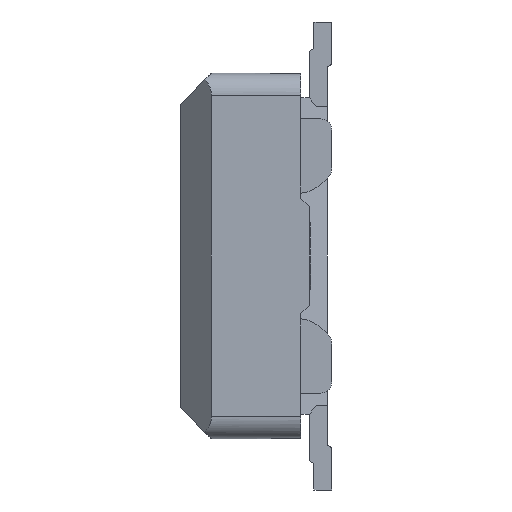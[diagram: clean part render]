
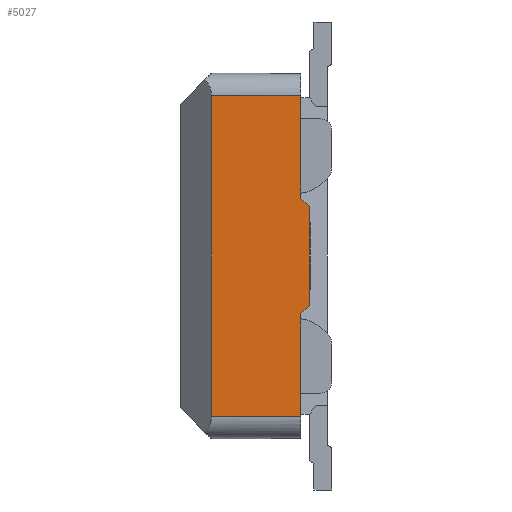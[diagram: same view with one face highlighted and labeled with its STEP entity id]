
A CAD part, left-side view. The second image highlights one B-rep face of the part: STEP entity #5027.
In plain terms, the highlighted planar face has unit normal (-1, 0, 0).
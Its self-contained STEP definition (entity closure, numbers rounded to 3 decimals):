
#323=DIRECTION('',(0.,0.,1.));
#324=VECTOR('',#323,0.46);
#325=CARTESIAN_POINT('',(-1.735,0.12,0.26));
#326=LINE('',#325,#324);
#361=DIRECTION('',(0.,0.,1.));
#362=VECTOR('',#361,0.46);
#363=CARTESIAN_POINT('',(-1.735,0.12,-0.72));
#364=LINE('',#363,#362);
#1429=DIRECTION('',(0.,0.,1.));
#1430=VECTOR('',#1429,1.44);
#1431=CARTESIAN_POINT('',(-1.735,0.52,-0.72));
#1432=LINE('',#1431,#1430);
#1433=DIRECTION('',(0.,-1.,0.));
#1434=VECTOR('',#1433,0.4);
#1435=CARTESIAN_POINT('',(-1.735,0.52,0.72));
#1436=LINE('',#1435,#1434);
#1437=DIRECTION('',(0.,0.707,0.707));
#1438=VECTOR('',#1437,0.057);
#1439=CARTESIAN_POINT('',(-1.735,0.08,0.22));
#1440=LINE('',#1439,#1438);
#1441=DIRECTION('',(0.,-0.707,0.707));
#1442=VECTOR('',#1441,0.057);
#1443=CARTESIAN_POINT('',(-1.735,0.12,-0.26));
#1444=LINE('',#1443,#1442);
#1445=DIRECTION('',(0.,-1.,0.));
#1446=VECTOR('',#1445,0.4);
#1447=CARTESIAN_POINT('',(-1.735,0.52,-0.72));
#1448=LINE('',#1447,#1446);
#1463=CARTESIAN_POINT('',(-1.735,0.52,0.72));
#2039=DIRECTION('',(0.,0.,-1.));
#2040=VECTOR('',#2039,0.44);
#2041=CARTESIAN_POINT('',(-1.735,0.08,0.22));
#2042=LINE('',#2041,#2040);
#2582=CARTESIAN_POINT('',(-1.735,0.12,0.72));
#2584=VERTEX_POINT('',#2582);
#2585=CARTESIAN_POINT('',(-1.735,0.12,-0.72));
#2587=VERTEX_POINT('',#2585);
#2677=CARTESIAN_POINT('',(-1.735,0.08,0.22));
#2678=CARTESIAN_POINT('',(-1.735,0.08,-0.22));
#2679=VERTEX_POINT('',#2677);
#2680=VERTEX_POINT('',#2678);
#2701=CARTESIAN_POINT('',(-1.735,0.12,-0.26));
#2702=VERTEX_POINT('',#2701);
#2703=CARTESIAN_POINT('',(-1.735,0.12,0.26));
#2704=VERTEX_POINT('',#2703);
#2720=VERTEX_POINT('',#1463);
#2721=CARTESIAN_POINT('',(-1.735,0.52,-0.72));
#2722=VERTEX_POINT('',#2721);
#5007=CARTESIAN_POINT('',(-1.735,0.,-0.82));
#5008=DIRECTION('',(-1.,0.,0.));
#5009=DIRECTION('',(0.,0.,1.));
#5010=AXIS2_PLACEMENT_3D('',#5007,#5008,#5009);
#5011=PLANE('',#5010);
#5013=ORIENTED_EDGE('',*,*,#5012,.T.);
#5015=ORIENTED_EDGE('',*,*,#5014,.T.);
#5016=ORIENTED_EDGE('',*,*,#3545,.F.);
#5018=ORIENTED_EDGE('',*,*,#5017,.F.);
#5020=ORIENTED_EDGE('',*,*,#5019,.T.);
#5021=ORIENTED_EDGE('',*,*,#4999,.F.);
#5022=ORIENTED_EDGE('',*,*,#3587,.F.);
#5024=ORIENTED_EDGE('',*,*,#5023,.F.);
#5025=EDGE_LOOP('',(#5013,#5015,#5016,#5018,#5020,#5021,#5022,#5024));
#5026=FACE_OUTER_BOUND('',#5025,.F.);
#5027=ADVANCED_FACE('',(#5026),#5011,.T.);
#3545=EDGE_CURVE('',#2704,#2584,#326,.T.);
#3587=EDGE_CURVE('',#2587,#2702,#364,.T.);
#4999=EDGE_CURVE('',#2702,#2680,#1444,.T.);
#5012=EDGE_CURVE('',#2722,#2720,#1432,.T.);
#5014=EDGE_CURVE('',#2720,#2584,#1436,.T.);
#5017=EDGE_CURVE('',#2679,#2704,#1440,.T.);
#5019=EDGE_CURVE('',#2679,#2680,#2042,.T.);
#5023=EDGE_CURVE('',#2722,#2587,#1448,.T.);
